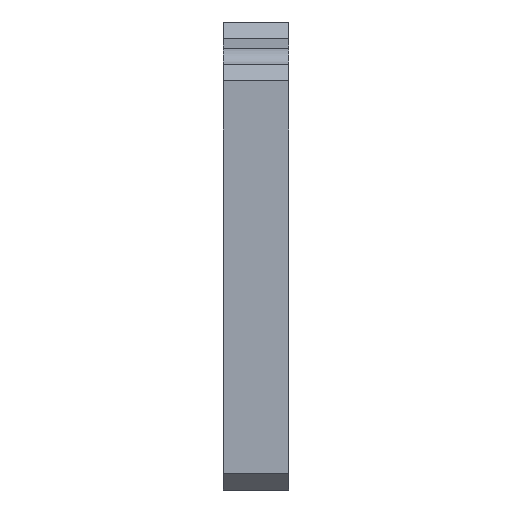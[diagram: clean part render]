
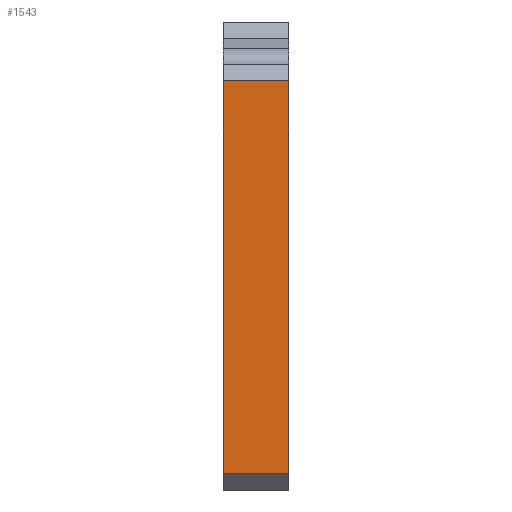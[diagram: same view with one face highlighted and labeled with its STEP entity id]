
A CAD part, left-side view. The second image highlights one B-rep face of the part: STEP entity #1543.
In plain terms, the highlighted planar face has unit normal (-1, 0, 0).
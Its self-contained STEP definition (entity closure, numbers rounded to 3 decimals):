
#12 = CARTESIAN_POINT ( 'NONE',  ( 0., 20., 125. ) ) ;
#48 = VERTEX_POINT ( 'NONE', #110 ) ;
#110 = CARTESIAN_POINT ( 'NONE',  ( 0., 0., 5. ) ) ;
#114 = ORIENTED_EDGE ( 'NONE', *, *, #160, .F. ) ;
#128 = CARTESIAN_POINT ( 'NONE',  ( 0., 20., 125. ) ) ;
#160 = EDGE_CURVE ( 'NONE', #1809, #780, #1458, .T. ) ;
#275 = EDGE_LOOP ( 'NONE', ( #562, #1644, #114, #1563 ) ) ;
#281 = FACE_OUTER_BOUND ( 'NONE', #275, .T. ) ;
#300 = DIRECTION ( 'NONE',  ( 0., 0., 1. ) ) ;
#366 = EDGE_CURVE ( 'NONE', #1347, #780, #1064, .T. ) ;
#383 = PLANE ( 'NONE',  #1227 ) ;
#390 = VECTOR ( 'NONE', #1520, 1000. ) ;
#445 = VECTOR ( 'NONE', #1814, 1000. ) ;
#562 = ORIENTED_EDGE ( 'NONE', *, *, #1321, .T. ) ;
#606 = CARTESIAN_POINT ( 'NONE',  ( 0., 0., 125. ) ) ;
#641 = LINE ( 'NONE', #1661, #390 ) ;
#778 = CARTESIAN_POINT ( 'NONE',  ( 0., 0., 130. ) ) ;
#780 = VERTEX_POINT ( 'NONE', #12 ) ;
#800 = VECTOR ( 'NONE', #856, 1000. ) ;
#856 = DIRECTION ( 'NONE',  ( 0., 1., 0. ) ) ;
#883 = LINE ( 'NONE', #778, #445 ) ;
#995 = DIRECTION ( 'NONE',  ( 0., 0., -1. ) ) ;
#1053 = VECTOR ( 'NONE', #300, 1000. ) ;
#1064 = LINE ( 'NONE', #128, #800 ) ;
#1227 = AXIS2_PLACEMENT_3D ( 'NONE', #1731, #1888, #995 ) ;
#1321 = EDGE_CURVE ( 'NONE', #48, #1347, #883, .T. ) ;
#1347 = VERTEX_POINT ( 'NONE', #606 ) ;
#1458 = LINE ( 'NONE', #1782, #1053 ) ;
#1520 = DIRECTION ( 'NONE',  ( 0., -1., 0. ) ) ;
#1543 = ADVANCED_FACE ( 'NONE', ( #281 ), #383, .F. ) ;
#1546 = CARTESIAN_POINT ( 'NONE',  ( 0., 20., 5. ) ) ;
#1563 = ORIENTED_EDGE ( 'NONE', *, *, #1616, .T. ) ;
#1616 = EDGE_CURVE ( 'NONE', #1809, #48, #641, .T. ) ;
#1644 = ORIENTED_EDGE ( 'NONE', *, *, #366, .T. ) ;
#1661 = CARTESIAN_POINT ( 'NONE',  ( 0., 20., 5. ) ) ;
#1731 = CARTESIAN_POINT ( 'NONE',  ( 0., 20., 130. ) ) ;
#1782 = CARTESIAN_POINT ( 'NONE',  ( 0., 20., 130. ) ) ;
#1809 = VERTEX_POINT ( 'NONE', #1546 ) ;
#1814 = DIRECTION ( 'NONE',  ( 0., 0., 1. ) ) ;
#1888 = DIRECTION ( 'NONE',  ( 1., 0., 0. ) ) ;
